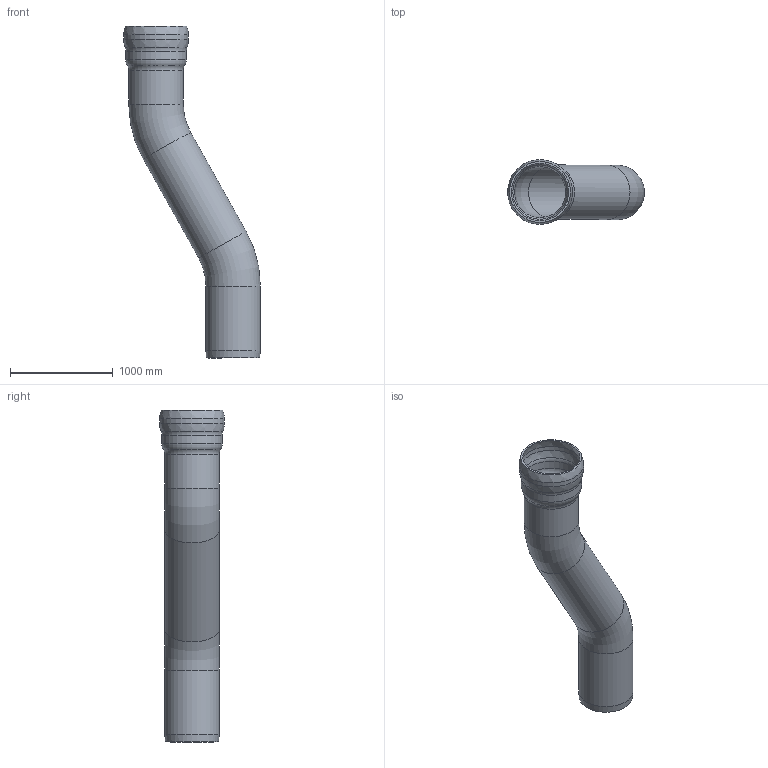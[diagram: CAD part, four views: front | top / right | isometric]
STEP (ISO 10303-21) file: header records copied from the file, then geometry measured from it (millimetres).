
FILE_DESCRIPTION(/* description */ (''),/* implementation_level */ '2;1');
FILE_NAME(/* name */ '00400.050X_3D.stp',/* time_stamp */ '2024-12-11T12:56:00+01:00',/* author */ ('CAD'),/* organization */ (''),/* preprocessor_version */ 'ST-DEVELOPER v20',/* originating_system */ 'AutoCAD Mechanical',/* authorisation */ '');
FILE_SCHEMA (('AUTOMOTIVE_DESIGN { 1 0 10303 214 3 1 1 }'));
Length unit declared in the file: centimetre
Products named in the file (1): Product
Bounding box: 1330 x 630 x 3230 mm (x, y, z)
Volume: 84353029.9 mm3; surface area: 11301158.1 mm2
Topology: 1 solids, 1 shells, 28 faces, 68 edges, 42 vertices
Faces by surface type: cylinder 10, torus 10, bspline 4, plane 2, cone 2
Full cylindrical faces by diameter (mm): 500 x3, 530 x3, 560 x1, 590 x1, 600 x1, 630 x1
Entity records: 963 total; most frequent: CARTESIAN_POINT 243, DIRECTION 174, ORIENTED_EDGE 136, AXIS2_PLACEMENT_3D 81, EDGE_CURVE 68, CIRCLE 56, VERTEX_POINT 42, EDGE_LOOP 30
